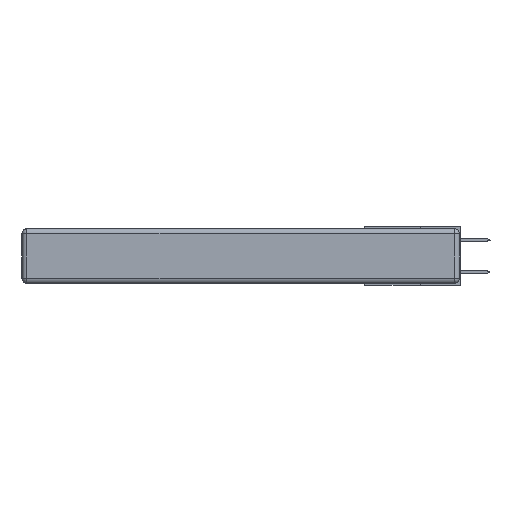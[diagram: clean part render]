
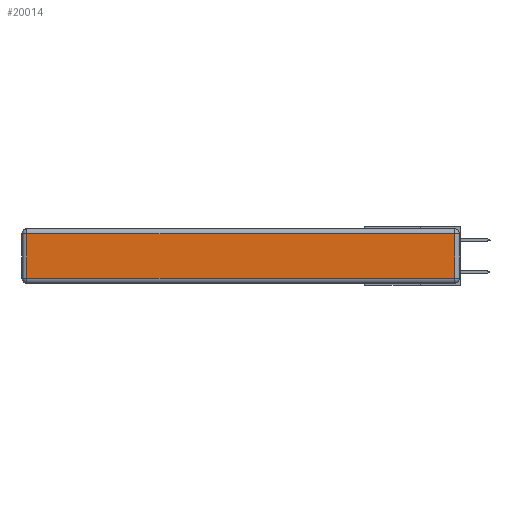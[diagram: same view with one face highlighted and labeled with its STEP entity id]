
A CAD part, left-side view. The second image highlights one B-rep face of the part: STEP entity #20014.
In plain terms, the highlighted planar face has unit normal (-1, 0, 0).
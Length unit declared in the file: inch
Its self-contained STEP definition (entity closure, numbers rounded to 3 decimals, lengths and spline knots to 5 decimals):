
#41 = LINE ( 'NONE', #580, #10979 ) ;
#580 = CARTESIAN_POINT ( 'NONE',  ( 0., 0.03, -0.343 ) ) ;
#1019 = CARTESIAN_POINT ( 'NONE',  ( 0., 0.03, -0.313 ) ) ;
#1181 = VECTOR ( 'NONE', #12926, 39.37008 ) ;
#1261 = VERTEX_POINT ( 'NONE', #13129 ) ;
#1428 = PLANE ( 'NONE',  #6619 ) ;
#1784 = EDGE_CURVE ( 'NONE', #21243, #7953, #41, .T. ) ;
#2341 = EDGE_CURVE ( 'NONE', #1261, #21243, #10128, .T. ) ;
#2819 = CARTESIAN_POINT ( 'NONE',  ( 0., 2.72, -0.343 ) ) ;
#2902 = LINE ( 'NONE', #5382, #1181 ) ;
#3473 = VECTOR ( 'NONE', #13680, 39.37008 ) ;
#3575 = CARTESIAN_POINT ( 'NONE',  ( 0., 0.03, -0.03 ) ) ;
#4577 = ORIENTED_EDGE ( 'NONE', *, *, #14282, .T. ) ;
#4618 = DIRECTION ( 'NONE',  ( 0., 0., 1. ) ) ;
#5367 = DIRECTION ( 'NONE',  ( 0., 0., 1. ) ) ;
#5382 = CARTESIAN_POINT ( 'NONE',  ( 0., 2.75, -0.03 ) ) ;
#5558 = ORIENTED_EDGE ( 'NONE', *, *, #1784, .T. ) ;
#5586 = VECTOR ( 'NONE', #23367, 39.37008 ) ;
#5790 = EDGE_LOOP ( 'NONE', ( #17207, #5558, #17875, #4577 ) ) ;
#6619 = AXIS2_PLACEMENT_3D ( 'NONE', #7122, #9216, #5367 ) ;
#7122 = CARTESIAN_POINT ( 'NONE',  ( 0., 0., -0.343 ) ) ;
#7865 = LINE ( 'NONE', #2819, #5586 ) ;
#7892 = CARTESIAN_POINT ( 'NONE',  ( 0., 2.72, -0.03 ) ) ;
#7953 = VERTEX_POINT ( 'NONE', #3575 ) ;
#9216 = DIRECTION ( 'NONE',  ( -1., 0., 0. ) ) ;
#9232 = EDGE_CURVE ( 'NONE', #7953, #18531, #2902, .T. ) ;
#9978 = CARTESIAN_POINT ( 'NONE',  ( 0., 0., -0.313 ) ) ;
#10128 = LINE ( 'NONE', #9978, #3473 ) ;
#10979 = VECTOR ( 'NONE', #4618, 39.37008 ) ;
#12926 = DIRECTION ( 'NONE',  ( 0., 1., 0. ) ) ;
#13129 = CARTESIAN_POINT ( 'NONE',  ( 0., 2.72, -0.313 ) ) ;
#13680 = DIRECTION ( 'NONE',  ( 0., -1., 0. ) ) ;
#14282 = EDGE_CURVE ( 'NONE', #18531, #1261, #7865, .T. ) ;
#16885 = FACE_OUTER_BOUND ( 'NONE', #5790, .T. ) ;
#17207 = ORIENTED_EDGE ( 'NONE', *, *, #2341, .T. ) ;
#17875 = ORIENTED_EDGE ( 'NONE', *, *, #9232, .T. ) ;
#18531 = VERTEX_POINT ( 'NONE', #7892 ) ;
#20014 = ADVANCED_FACE ( 'NONE', ( #16885 ), #1428, .T. ) ;
#21243 = VERTEX_POINT ( 'NONE', #1019 ) ;
#23367 = DIRECTION ( 'NONE',  ( 0., 0., -1. ) ) ;
